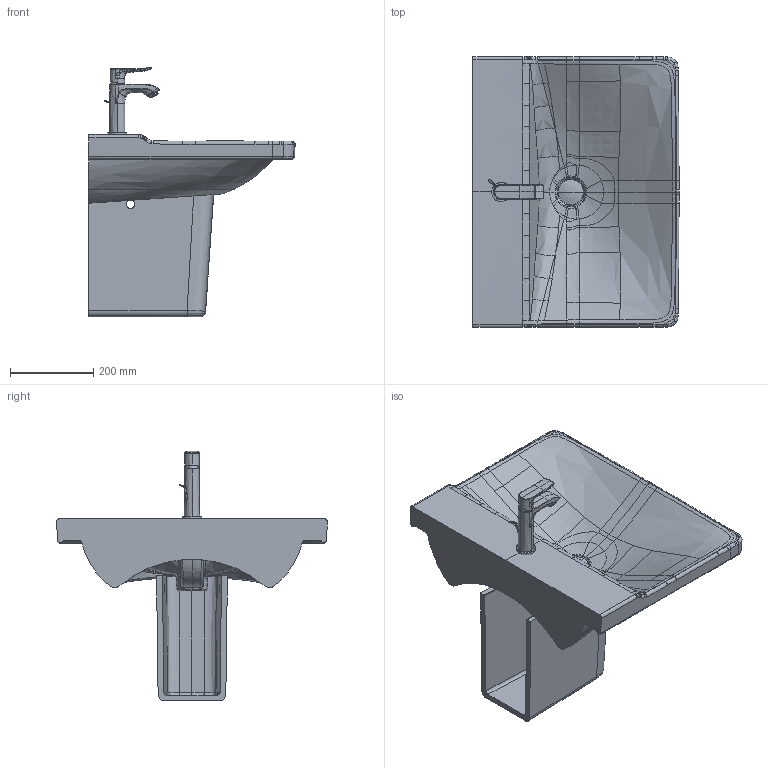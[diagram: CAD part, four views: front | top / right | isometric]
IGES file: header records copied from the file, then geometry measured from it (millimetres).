
Global section: file name: No Iges File Name specified; native system: Autodesk Inventor 2011; preprocessor: AutoDesk Inventor Iges Exporter R2011; author: Administrator; date: 20151110.161644; units: millimetre
Bounding box: 494.89 x 649.77 x 599.28 mm (x, y, z)
Volume: 17221960.2 mm3; surface area: 1533586.5 mm2
Topology: 12 solids, 12 shells, 1698 faces, 4729 edges, 3047 vertices
Faces by surface type: bspline 682, plane 509, cylinder 287, revolution 117, cone 55, torus 48
